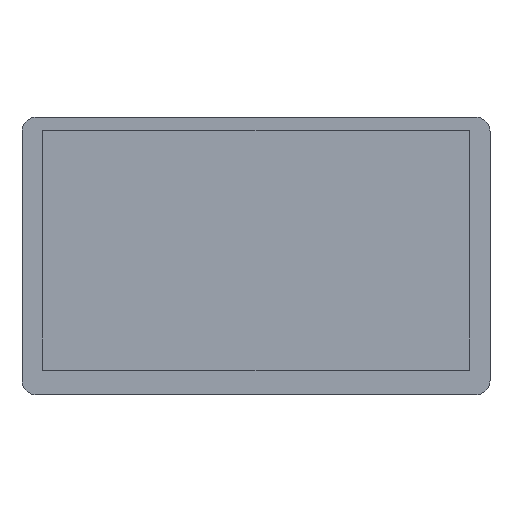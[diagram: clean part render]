
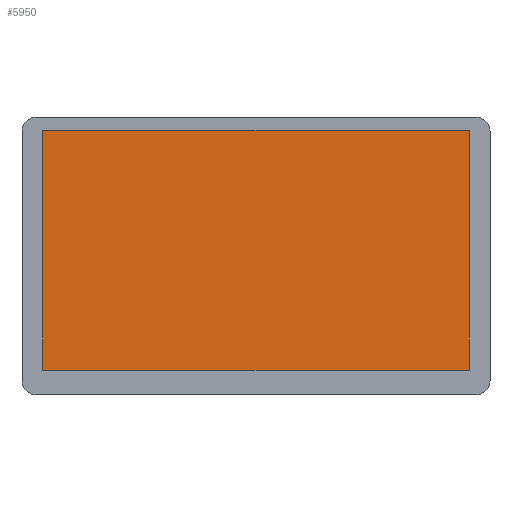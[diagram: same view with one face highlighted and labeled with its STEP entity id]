
A CAD part, top view. The second image highlights one B-rep face of the part: STEP entity #5950.
In plain terms, the highlighted planar face has unit normal (0, 0, 1).
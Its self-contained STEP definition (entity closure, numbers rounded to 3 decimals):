
#4252=DIRECTION('',(1.,0.,0.));
#4253=VECTOR('',#4252,345.1);
#4254=CARTESIAN_POINT('',(-172.55,97.,5.75));
#4255=LINE('',#4254,#4253);
#4280=DIRECTION('',(0.,-1.,0.));
#4281=VECTOR('',#4280,194.);
#4282=CARTESIAN_POINT('',(172.55,97.,5.75));
#4283=LINE('',#4282,#4281);
#4308=DIRECTION('',(-1.,0.,0.));
#4309=VECTOR('',#4308,345.1);
#4310=CARTESIAN_POINT('',(172.55,-97.,5.75));
#4311=LINE('',#4310,#4309);
#4336=DIRECTION('',(0.,1.,0.));
#4337=VECTOR('',#4336,194.);
#4338=CARTESIAN_POINT('',(-172.55,-97.,5.75));
#4339=LINE('',#4338,#4337);
#5410=CARTESIAN_POINT('',(-172.55,97.,5.75));
#5411=CARTESIAN_POINT('',(172.55,97.,5.75));
#5412=VERTEX_POINT('',#5410);
#5413=VERTEX_POINT('',#5411);
#5414=CARTESIAN_POINT('',(172.55,-97.,5.75));
#5415=VERTEX_POINT('',#5414);
#5416=CARTESIAN_POINT('',(-172.55,-97.,5.75));
#5417=VERTEX_POINT('',#5416);
#5936=CARTESIAN_POINT('',(172.55,97.,5.75));
#5937=DIRECTION('',(0.,0.,1.));
#5938=DIRECTION('',(-1.,0.,0.));
#5939=AXIS2_PLACEMENT_3D('',#5936,#5937,#5938);
#5940=PLANE('',#5939);
#5941=ORIENTED_EDGE('',*,*,#5910,.T.);
#5943=ORIENTED_EDGE('',*,*,#5942,.T.);
#5945=ORIENTED_EDGE('',*,*,#5944,.T.);
#5947=ORIENTED_EDGE('',*,*,#5946,.T.);
#5948=EDGE_LOOP('',(#5941,#5943,#5945,#5947));
#5949=FACE_OUTER_BOUND('',#5948,.F.);
#5950=ADVANCED_FACE('',(#5949),#5940,.T.);
#5910=EDGE_CURVE('',#5412,#5413,#4255,.T.);
#5942=EDGE_CURVE('',#5413,#5415,#4283,.T.);
#5944=EDGE_CURVE('',#5415,#5417,#4311,.T.);
#5946=EDGE_CURVE('',#5417,#5412,#4339,.T.);
